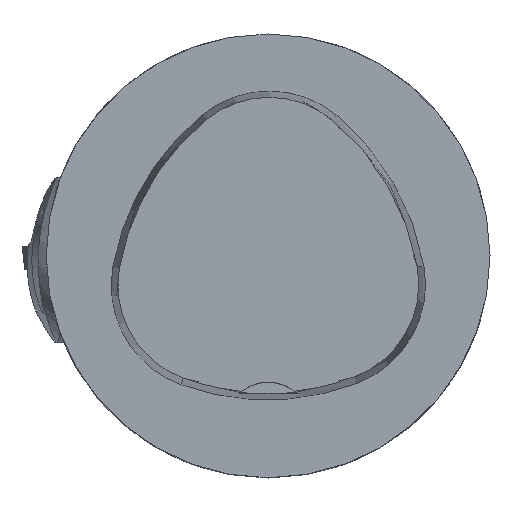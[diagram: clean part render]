
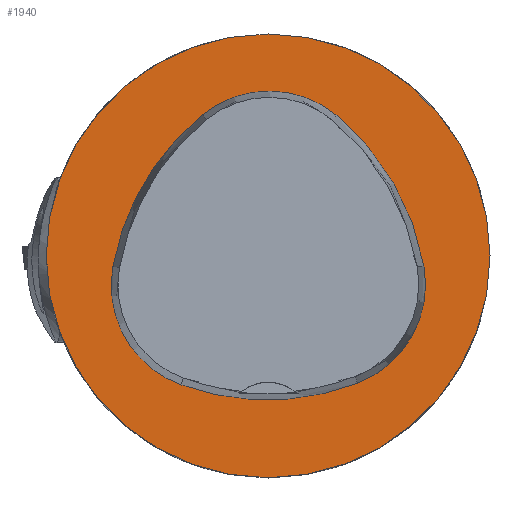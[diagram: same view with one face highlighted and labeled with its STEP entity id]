
A CAD part, top view. The second image highlights one B-rep face of the part: STEP entity #1940.
In plain terms, the highlighted planar face has unit normal (0, 0, 1).
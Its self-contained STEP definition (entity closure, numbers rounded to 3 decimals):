
#1940=ADVANCED_FACE('',(#2568,#2569),#2270,.T.);
#2270=PLANE('',#6745);
#2568=FACE_BOUND('',#2672,.T.);
#2569=FACE_BOUND('',#2673,.T.);
#2672=EDGE_LOOP('',(#3207,#3208,#3209,#3210,#3211,#3212));
#2673=EDGE_LOOP('',(#3213));
#3207=ORIENTED_EDGE('',*,*,#5611,.T.);
#3208=ORIENTED_EDGE('',*,*,#5591,.T.);
#3209=ORIENTED_EDGE('',*,*,#5595,.T.);
#3210=ORIENTED_EDGE('',*,*,#5598,.T.);
#3211=ORIENTED_EDGE('',*,*,#5601,.T.);
#3212=ORIENTED_EDGE('',*,*,#5609,.T.);
#3213=ORIENTED_EDGE('',*,*,#5582,.F.);
#4939=VERTEX_POINT('',#9197);
#4948=VERTEX_POINT('',#9216);
#4949=VERTEX_POINT('',#9217);
#4952=VERTEX_POINT('',#9225);
#4954=VERTEX_POINT('',#9231);
#4956=VERTEX_POINT('',#9237);
#4963=VERTEX_POINT('',#9258);
#5582=EDGE_CURVE('',#4939,#4939,#6443,.T.);
#5591=EDGE_CURVE('',#4948,#4949,#6444,.T.);
#5595=EDGE_CURVE('',#4949,#4952,#6446,.T.);
#5598=EDGE_CURVE('',#4952,#4954,#6448,.T.);
#5601=EDGE_CURVE('',#4954,#4956,#6450,.T.);
#5609=EDGE_CURVE('',#4956,#4963,#6454,.T.);
#5611=EDGE_CURVE('',#4963,#4948,#6456,.T.);
#6443=CIRCLE('',#6717,31.5);
#6444=CIRCLE('',#6723,36.);
#6446=CIRCLE('',#6726,15.);
#6448=CIRCLE('',#6729,36.);
#6450=CIRCLE('',#6732,15.);
#6454=CIRCLE('',#6737,36.);
#6456=CIRCLE('',#6740,15.);
#6717=AXIS2_PLACEMENT_3D('',#9196,#7349,#7350);
#6723=AXIS2_PLACEMENT_3D('',#9215,#7365,#7366);
#6726=AXIS2_PLACEMENT_3D('',#9224,#7373,#7374);
#6729=AXIS2_PLACEMENT_3D('',#9230,#7380,#7381);
#6732=AXIS2_PLACEMENT_3D('',#9236,#7387,#7388);
#6737=AXIS2_PLACEMENT_3D('',#9259,#7399,#7400);
#6740=AXIS2_PLACEMENT_3D('',#9262,#7405,#7406);
#6745=AXIS2_PLACEMENT_3D('',#9267,#7415,#7416);
#7349=DIRECTION('',(0.,0.,-1.));
#7350=DIRECTION('',(-1.,0.,0.));
#7365=DIRECTION('',(0.,0.,-1.));
#7366=DIRECTION('',(-1.,0.,0.));
#7373=DIRECTION('',(0.,0.,-1.));
#7374=DIRECTION('',(-1.,0.,0.));
#7380=DIRECTION('',(0.,0.,-1.));
#7381=DIRECTION('',(-1.,0.,0.));
#7387=DIRECTION('',(0.,0.,-1.));
#7388=DIRECTION('',(-1.,0.,0.));
#7399=DIRECTION('',(0.,0.,-1.));
#7400=DIRECTION('',(-1.,0.,0.));
#7405=DIRECTION('',(0.,0.,-1.));
#7406=DIRECTION('',(-1.,0.,0.));
#7415=DIRECTION('',(0.,0.,1.));
#7416=DIRECTION('',(1.,0.,0.));
#9196=CARTESIAN_POINT('',(0.,0.,0.));
#9197=CARTESIAN_POINT('',(-31.5,0.,0.));
#9215=CARTESIAN_POINT('',(13.398,-7.893,0.));
#9216=CARTESIAN_POINT('',(-22.041,-1.562,0.));
#9217=CARTESIAN_POINT('',(-9.317,20.036,0.));
#9224=CARTESIAN_POINT('',(0.148,8.399,0.));
#9225=CARTESIAN_POINT('',(9.779,19.898,0.));
#9230=CARTESIAN_POINT('',(-13.337,-7.7,0.));
#9231=CARTESIAN_POINT('',(22.122,-1.48,0.));
#9236=CARTESIAN_POINT('',(7.347,-4.071,0.));
#9237=CARTESIAN_POINT('',(12.693,-18.087,0.));
#9258=CARTESIAN_POINT('',(-12.373,-18.307,0.));
#9259=CARTESIAN_POINT('',(-0.137,15.55,0.));
#9262=CARTESIAN_POINT('',(-7.275,-4.2,0.));
#9267=CARTESIAN_POINT('',(0.,0.,0.));
